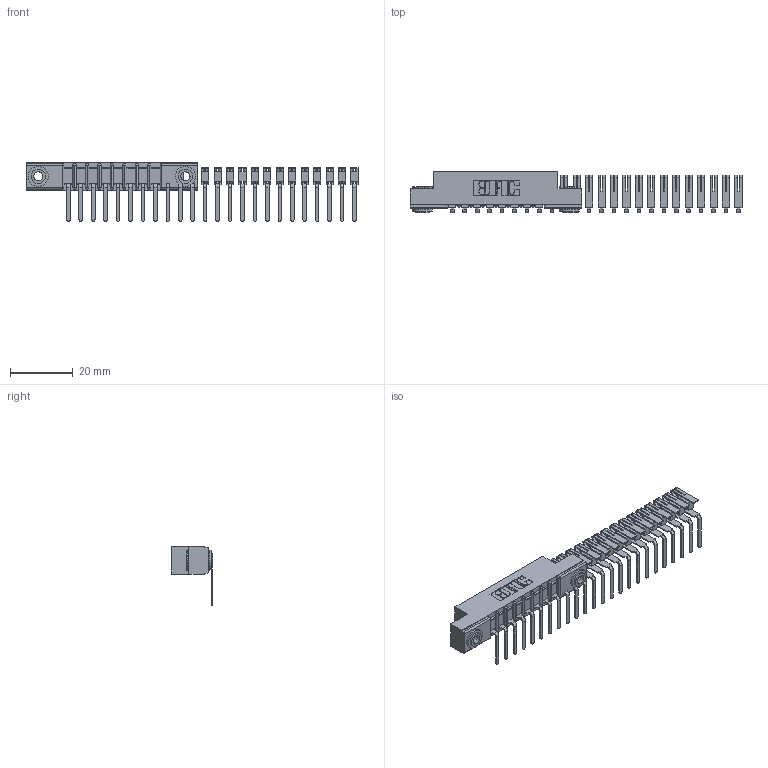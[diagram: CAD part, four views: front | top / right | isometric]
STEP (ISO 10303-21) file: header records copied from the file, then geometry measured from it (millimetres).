
FILE_DESCRIPTION (( 'STEP AP203' ), '1' );
FILE_NAME ('357-024-557-103.STEP', '2018-08-09T00:44:50', ( '' ), ( '' ), 'SwSTEP 2.0', 'SolidWorks 2016', '' );
FILE_SCHEMA (( 'CONFIG_CONTROL_DESIGN' ));
Length unit declared in the file: inch
Products named in the file (4): 307 Part_.156 Dia Mounting Holes; 307-290-002_557; 345-250-002_345-250-002-102; 357-024-557-103
Assembly tree (27 placements, depth 2):
  357-024-557-103
    307 Part_.156 Dia Mounting Holes
    307-290-002_557  x24
    345-250-002_345-250-002-102  x2
Bounding box: 105.75 x 13.36 x 18.67 mm (x, y, z)
Volume: 4133.7 mm3; surface area: 10077.9 mm2
Topology: 27 solids, 27 shells, 1731 faces, 5267 edges, 3482 vertices
Faces by surface type: plane 1030, cylinder 675, sphere 18, cone 8
Entity records: 13481 total; most frequent: CARTESIAN_POINT 2177, DIRECTION 2163, ORIENTED_EDGE 2142, EDGE_CURVE 1071, LINE 795, VECTOR 795, VERTEX_POINT 698, AXIS2_PLACEMENT_3D 684
